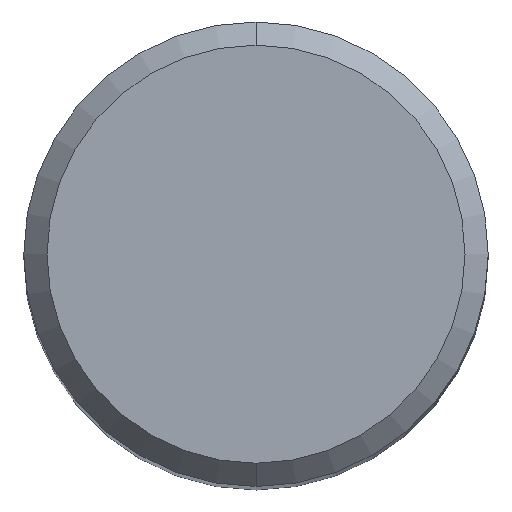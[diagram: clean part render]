
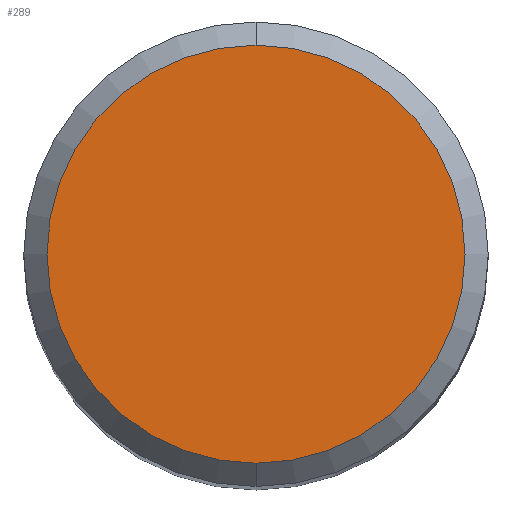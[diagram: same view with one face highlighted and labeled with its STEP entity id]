
A CAD part, top view. The second image highlights one B-rep face of the part: STEP entity #289.
In plain terms, the highlighted planar face has unit normal (0, 0, 1).
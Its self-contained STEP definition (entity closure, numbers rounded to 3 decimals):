
#197=VERTEX_POINT('',#505);
#275=EDGE_CURVE('',#197,#299,#592,.T.);
#289=ADVANCED_FACE('',(#607),#608,.T.);
#299=VERTEX_POINT('',#621);
#363=EDGE_CURVE('',#299,#197,#688,.T.);
#505=CARTESIAN_POINT('',(0.0,4.5,0.0));
#592=CIRCLE('',#1042,4.5);
#607=FACE_OUTER_BOUND('',#1075,.T.);
#608=PLANE('',#1076);
#621=CARTESIAN_POINT('',(0.,-4.5,0.0));
#688=CIRCLE('',#1251,4.5);
#1042=AXIS2_PLACEMENT_3D('',#1604,#1605,#1606);
#1075=EDGE_LOOP('',(#1622,#1623));
#1076=AXIS2_PLACEMENT_3D('',#1624,#1625,#1626);
#1251=AXIS2_PLACEMENT_3D('',#1708,#1709,#1710);
#1604=CARTESIAN_POINT('',(0.0,0.0,0.0));
#1605=DIRECTION('',(0.0,0.0,-1.0));
#1606=DIRECTION('',(0.0,1.0,0.0));
#1622=ORIENTED_EDGE('',*,*,#275,.F.);
#1623=ORIENTED_EDGE('',*,*,#363,.F.);
#1624=CARTESIAN_POINT('',(0.0,2.25,0.0));
#1625=DIRECTION('',(-0.0,0.0,1.0));
#1626=DIRECTION('',(0.0,-1.0,0.0));
#1708=CARTESIAN_POINT('',(0.0,0.0,0.0));
#1709=DIRECTION('',(0.0,0.0,-1.0));
#1710=DIRECTION('',(0.0,1.0,0.0));
